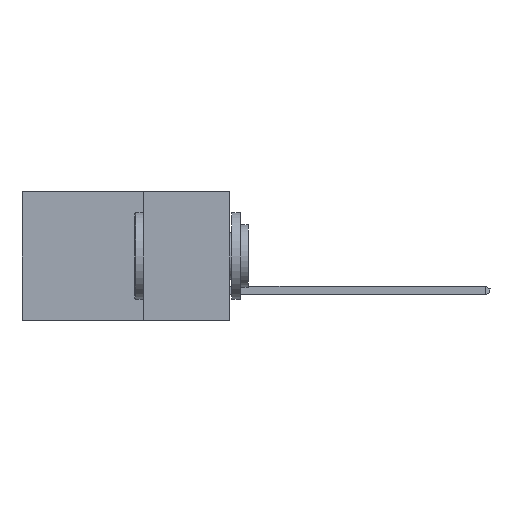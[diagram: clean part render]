
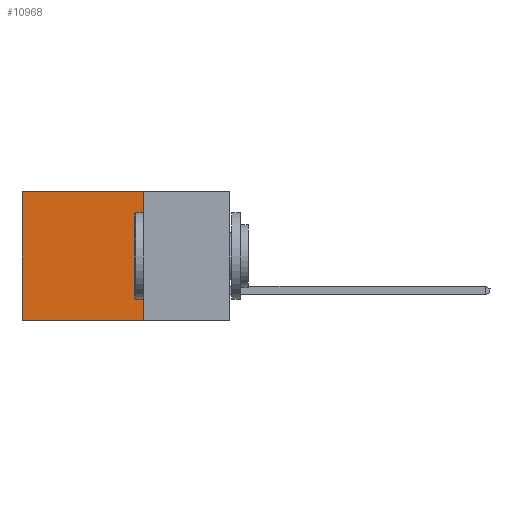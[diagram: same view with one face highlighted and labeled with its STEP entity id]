
A CAD part, left-side view. The second image highlights one B-rep face of the part: STEP entity #10968.
In plain terms, the highlighted planar face has unit normal (-1, 0, 0).
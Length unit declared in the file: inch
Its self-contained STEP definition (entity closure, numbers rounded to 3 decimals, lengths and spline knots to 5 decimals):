
#18 = DIRECTION ( 'NONE',  ( 1., 0., 0. ) ) ;
#398 = VECTOR ( 'NONE', #15270, 39.37008 ) ;
#866 = LINE ( 'NONE', #13926, #398 ) ;
#1253 = EDGE_CURVE ( 'NONE', #2381, #11796, #13160, .T. ) ;
#1941 = ORIENTED_EDGE ( 'NONE', *, *, #4703, .F. ) ;
#2157 = ORIENTED_EDGE ( 'NONE', *, *, #11581, .F. ) ;
#2381 = VERTEX_POINT ( 'NONE', #8702 ) ;
#2391 = DIRECTION ( 'NONE',  ( 0., 0., -1. ) ) ;
#2779 = DIRECTION ( 'NONE',  ( 0., 0., -1. ) ) ;
#2896 = CARTESIAN_POINT ( 'NONE',  ( 0.2615, 0.6, -0.37 ) ) ;
#3110 = EDGE_CURVE ( 'NONE', #11940, #2381, #14443, .T. ) ;
#4703 = EDGE_CURVE ( 'NONE', #11940, #6442, #10927, .T. ) ;
#5633 = VECTOR ( 'NONE', #7259, 39.37008 ) ;
#6442 = VERTEX_POINT ( 'NONE', #13073 ) ;
#7259 = DIRECTION ( 'NONE',  ( 0., 1., 0. ) ) ;
#7335 = VECTOR ( 'NONE', #2391, 39.37008 ) ;
#7887 = VECTOR ( 'NONE', #7991, 39.37008 ) ;
#7991 = DIRECTION ( 'NONE',  ( 0., 0., -1. ) ) ;
#8079 = EDGE_LOOP ( 'NONE', ( #9445, #2157, #1941, #15179 ) ) ;
#8509 = CARTESIAN_POINT ( 'NONE',  ( 0.2615, 0.25, 0. ) ) ;
#8702 = CARTESIAN_POINT ( 'NONE',  ( 0.2615, 0.6, 0. ) ) ;
#8931 = AXIS2_PLACEMENT_3D ( 'NONE', #15539, #18, #2779 ) ;
#9445 = ORIENTED_EDGE ( 'NONE', *, *, #1253, .T. ) ;
#10486 = CARTESIAN_POINT ( 'NONE',  ( 0.2615, 0.25, -0.37 ) ) ;
#10927 = LINE ( 'NONE', #10486, #7887 ) ;
#10968 = ADVANCED_FACE ( 'NONE', ( #14514 ), #13241, .F. ) ;
#11581 = EDGE_CURVE ( 'NONE', #6442, #11796, #866, .T. ) ;
#11796 = VERTEX_POINT ( 'NONE', #2896 ) ;
#11816 = CARTESIAN_POINT ( 'NONE',  ( 0.2615, 0.25, 0. ) ) ;
#11940 = VERTEX_POINT ( 'NONE', #11816 ) ;
#13073 = CARTESIAN_POINT ( 'NONE',  ( 0.2615, 0.25, -0.37 ) ) ;
#13160 = LINE ( 'NONE', #14120, #7335 ) ;
#13241 = PLANE ( 'NONE',  #8931 ) ;
#13926 = CARTESIAN_POINT ( 'NONE',  ( 0.2615, 0.25, -0.37 ) ) ;
#14120 = CARTESIAN_POINT ( 'NONE',  ( 0.2615, 0.6, -0.37 ) ) ;
#14443 = LINE ( 'NONE', #8509, #5633 ) ;
#14514 = FACE_OUTER_BOUND ( 'NONE', #8079, .T. ) ;
#15179 = ORIENTED_EDGE ( 'NONE', *, *, #3110, .T. ) ;
#15270 = DIRECTION ( 'NONE',  ( 0., 1., 0. ) ) ;
#15539 = CARTESIAN_POINT ( 'NONE',  ( 0.2615, 0.25, -0.37 ) ) ;
